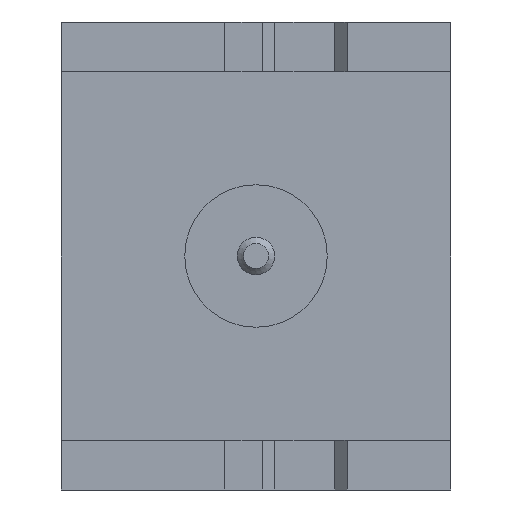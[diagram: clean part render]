
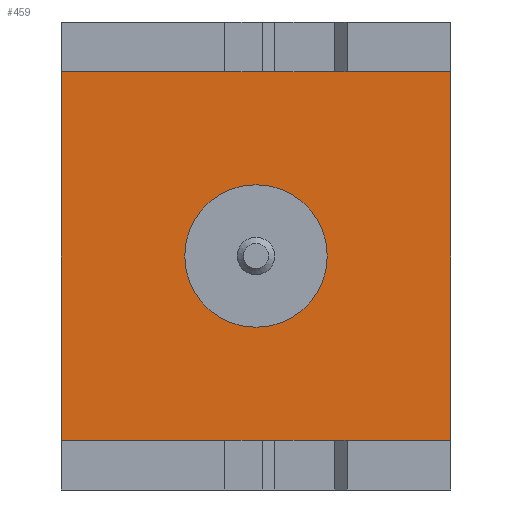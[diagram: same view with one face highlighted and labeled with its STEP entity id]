
A CAD part, left-side view. The second image highlights one B-rep face of the part: STEP entity #459.
In plain terms, the highlighted planar face has unit normal (-1, 0, 0).
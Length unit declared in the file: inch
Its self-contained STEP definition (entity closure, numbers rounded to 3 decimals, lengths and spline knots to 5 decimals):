
#93 = CARTESIAN_POINT ( 'NONE',  ( -0.04, -0.17316, 0.1475 ) ) ;
#112 = ORIENTED_EDGE ( 'NONE', *, *, #523, .T. ) ;
#144 = DIRECTION ( 'NONE',  ( 0., -1., 0. ) ) ;
#219 = EDGE_CURVE ( 'NONE', #913, #564, #535, .T. ) ;
#263 = EDGE_CURVE ( 'NONE', #913, #1189, #667, .T. ) ;
#279 = CARTESIAN_POINT ( 'NONE',  ( -0.04, 0.156, -0.1875 ) ) ;
#350 = CARTESIAN_POINT ( 'NONE',  ( -0.04, 0.156, 0.1475 ) ) ;
#368 = CARTESIAN_POINT ( 'NONE',  ( -0.04, -0.156, -0.1875 ) ) ;
#412 = EDGE_LOOP ( 'NONE', ( #1544, #918, #112, #1573 ) ) ;
#459 = ADVANCED_FACE ( 'NONE', ( #1274, #502 ), #484, .F. ) ;
#484 = PLANE ( 'NONE',  #925 ) ;
#502 = FACE_OUTER_BOUND ( 'NONE', #412, .T. ) ;
#523 = EDGE_CURVE ( 'NONE', #716, #564, #759, .T. ) ;
#531 = VECTOR ( 'NONE', #1328, 39.37008 ) ;
#535 = LINE ( 'NONE', #279, #531 ) ;
#556 = EDGE_LOOP ( 'NONE', ( #714 ) ) ;
#564 = VERTEX_POINT ( 'NONE', #350 ) ;
#628 = DIRECTION ( 'NONE',  ( 0., 1., 0. ) ) ;
#658 = CARTESIAN_POINT ( 'NONE',  ( -0.04, -0.17316, -0.1475 ) ) ;
#667 = LINE ( 'NONE', #658, #1506 ) ;
#714 = ORIENTED_EDGE ( 'NONE', *, *, #1381, .F. ) ;
#716 = VERTEX_POINT ( 'NONE', #1448 ) ;
#757 = VERTEX_POINT ( 'NONE', #1036 ) ;
#759 = LINE ( 'NONE', #93, #1112 ) ;
#816 = DIRECTION ( 'NONE',  ( 1., 0., 0. ) ) ;
#849 = CARTESIAN_POINT ( 'NONE',  ( -0.04, 0.156, -0.1475 ) ) ;
#885 = DIRECTION ( 'NONE',  ( -1., 0., 0. ) ) ;
#888 = DIRECTION ( 'NONE',  ( 0., 0., -1. ) ) ;
#912 = CARTESIAN_POINT ( 'NONE',  ( -0.04, -0.156, -0.1475 ) ) ;
#913 = VERTEX_POINT ( 'NONE', #849 ) ;
#915 = VECTOR ( 'NONE', #888, 39.37008 ) ;
#918 = ORIENTED_EDGE ( 'NONE', *, *, #1037, .F. ) ;
#925 = AXIS2_PLACEMENT_3D ( 'NONE', #935, #816, #944 ) ;
#935 = CARTESIAN_POINT ( 'NONE',  ( -0.04, 0., 0. ) ) ;
#944 = DIRECTION ( 'NONE',  ( 0., 0., -1. ) ) ;
#966 = AXIS2_PLACEMENT_3D ( 'NONE', #1666, #885, #975 ) ;
#975 = DIRECTION ( 'NONE',  ( 0., 0., 1. ) ) ;
#1036 = CARTESIAN_POINT ( 'NONE',  ( -0.04, 0., 0.0571 ) ) ;
#1037 = EDGE_CURVE ( 'NONE', #716, #1189, #1662, .T. ) ;
#1112 = VECTOR ( 'NONE', #628, 39.37008 ) ;
#1189 = VERTEX_POINT ( 'NONE', #912 ) ;
#1274 = FACE_BOUND ( 'NONE', #556, .T. ) ;
#1328 = DIRECTION ( 'NONE',  ( 0., 0., 1. ) ) ;
#1381 = EDGE_CURVE ( 'NONE', #757, #757, #1460, .T. ) ;
#1448 = CARTESIAN_POINT ( 'NONE',  ( -0.04, -0.156, 0.1475 ) ) ;
#1460 = CIRCLE ( 'NONE', #966, 0.0571 ) ;
#1506 = VECTOR ( 'NONE', #144, 39.37008 ) ;
#1544 = ORIENTED_EDGE ( 'NONE', *, *, #263, .T. ) ;
#1573 = ORIENTED_EDGE ( 'NONE', *, *, #219, .F. ) ;
#1662 = LINE ( 'NONE', #368, #915 ) ;
#1666 = CARTESIAN_POINT ( 'NONE',  ( -0.04, 0., 0. ) ) ;
